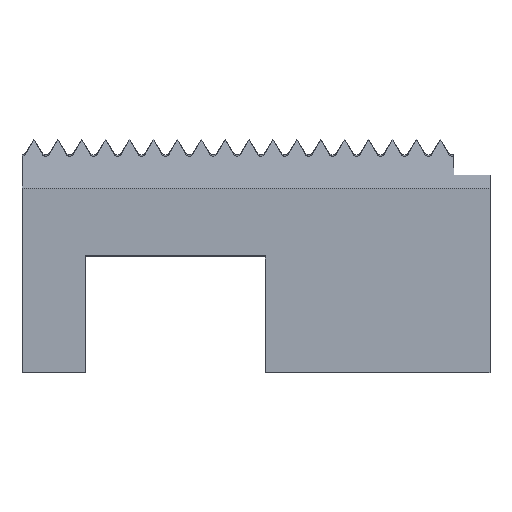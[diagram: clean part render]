
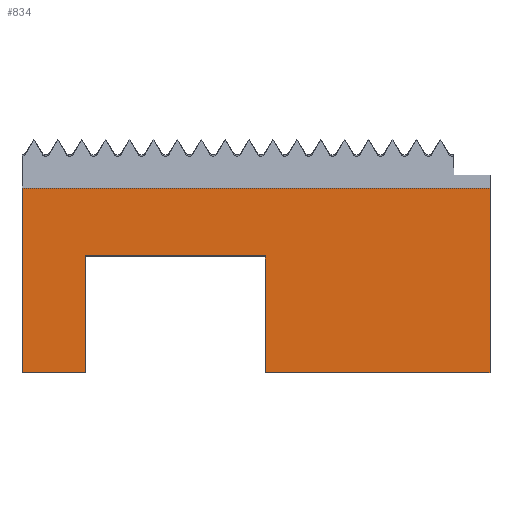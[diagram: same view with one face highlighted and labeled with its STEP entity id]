
A CAD part, top view. The second image highlights one B-rep face of the part: STEP entity #834.
In plain terms, the highlighted planar face has unit normal (0, 0, 1).
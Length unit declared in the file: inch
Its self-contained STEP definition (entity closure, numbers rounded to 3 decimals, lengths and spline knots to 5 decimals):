
#70 = DIRECTION ( 'NONE',  ( -1., 0., 0. ) ) ;
#192 = DIRECTION ( 'NONE',  ( 0., -1., 0. ) ) ;
#195 = VECTOR ( 'NONE', #863, 39.37008 ) ;
#209 = LINE ( 'NONE', #1047, #780 ) ;
#212 = ORIENTED_EDGE ( 'NONE', *, *, #1697, .T. ) ;
#280 = LINE ( 'NONE', #2170, #1717 ) ;
#289 = CARTESIAN_POINT ( 'NONE',  ( 0.219, 0.406, 0.06 ) ) ;
#316 = EDGE_CURVE ( 'NONE', #850, #2475, #1962, .T. ) ;
#375 = VERTEX_POINT ( 'NONE', #1990 ) ;
#387 = DIRECTION ( 'NONE',  ( 1., 0., 0. ) ) ;
#464 = VECTOR ( 'NONE', #387, 39.37008 ) ;
#465 = VERTEX_POINT ( 'NONE', #1638 ) ;
#484 = CARTESIAN_POINT ( 'NONE',  ( 0., 0., 0.06 ) ) ;
#528 = DIRECTION ( 'NONE',  ( 0., -1., 0. ) ) ;
#606 = AXIS2_PLACEMENT_3D ( 'NONE', #1307, #925, #70 ) ;
#664 = CARTESIAN_POINT ( 'NONE',  ( 0.219, 0., 0.06 ) ) ;
#669 = ORIENTED_EDGE ( 'NONE', *, *, #1753, .F. ) ;
#747 = VECTOR ( 'NONE', #2040, 39.37008 ) ;
#777 = VERTEX_POINT ( 'NONE', #484 ) ;
#780 = VECTOR ( 'NONE', #1075, 39.37008 ) ;
#834 = ADVANCED_FACE ( 'NONE', ( #1568 ), #909, .F. ) ;
#835 = LINE ( 'NONE', #1679, #464 ) ;
#850 = VERTEX_POINT ( 'NONE', #2660 ) ;
#863 = DIRECTION ( 'NONE',  ( 1., 0., 0. ) ) ;
#909 = PLANE ( 'NONE',  #606 ) ;
#925 = DIRECTION ( 'NONE',  ( 0., 0., -1. ) ) ;
#977 = CARTESIAN_POINT ( 'NONE',  ( 0.844, 0., 0.06 ) ) ;
#1002 = LINE ( 'NONE', #1864, #195 ) ;
#1047 = CARTESIAN_POINT ( 'NONE',  ( 0., 0., 0.06 ) ) ;
#1075 = DIRECTION ( 'NONE',  ( 1., 0., 0. ) ) ;
#1131 = EDGE_CURVE ( 'NONE', #375, #850, #2216, .T. ) ;
#1156 = CARTESIAN_POINT ( 'NONE',  ( 0., 0., 0.06 ) ) ;
#1169 = EDGE_CURVE ( 'NONE', #2233, #375, #1618, .T. ) ;
#1205 = EDGE_CURVE ( 'NONE', #465, #777, #1839, .T. ) ;
#1265 = CARTESIAN_POINT ( 'NONE',  ( 1.625, 0.64186, 0.06 ) ) ;
#1283 = EDGE_CURVE ( 'NONE', #2233, #1614, #1002, .T. ) ;
#1307 = CARTESIAN_POINT ( 'NONE',  ( 0., 0.812, 0.06 ) ) ;
#1327 = VECTOR ( 'NONE', #1553, 39.37008 ) ;
#1355 = VECTOR ( 'NONE', #528, 39.37008 ) ;
#1363 = ORIENTED_EDGE ( 'NONE', *, *, #1131, .F. ) ;
#1366 = CARTESIAN_POINT ( 'NONE',  ( 0.844, 0., 0.06 ) ) ;
#1553 = DIRECTION ( 'NONE',  ( -1., 0., 0. ) ) ;
#1568 = FACE_OUTER_BOUND ( 'NONE', #2699, .T. ) ;
#1614 = VERTEX_POINT ( 'NONE', #2751 ) ;
#1618 = LINE ( 'NONE', #977, #747 ) ;
#1638 = CARTESIAN_POINT ( 'NONE',  ( 0., 0.64186, 0.06 ) ) ;
#1679 = CARTESIAN_POINT ( 'NONE',  ( 0., 0.64186, 0.06 ) ) ;
#1697 = EDGE_CURVE ( 'NONE', #777, #2475, #209, .T. ) ;
#1717 = VECTOR ( 'NONE', #2613, 39.37008 ) ;
#1753 = EDGE_CURVE ( 'NONE', #465, #2051, #835, .T. ) ;
#1839 = LINE ( 'NONE', #1156, #1355 ) ;
#1864 = CARTESIAN_POINT ( 'NONE',  ( 0., 0., 0.06 ) ) ;
#1923 = VECTOR ( 'NONE', #192, 39.37008 ) ;
#1962 = LINE ( 'NONE', #664, #1923 ) ;
#1990 = CARTESIAN_POINT ( 'NONE',  ( 0.844, 0.406, 0.06 ) ) ;
#2040 = DIRECTION ( 'NONE',  ( 0., 1., 0. ) ) ;
#2051 = VERTEX_POINT ( 'NONE', #1265 ) ;
#2149 = EDGE_CURVE ( 'NONE', #1614, #2051, #280, .T. ) ;
#2170 = CARTESIAN_POINT ( 'NONE',  ( 1.625, 0., 0.06 ) ) ;
#2203 = ORIENTED_EDGE ( 'NONE', *, *, #1169, .F. ) ;
#2216 = LINE ( 'NONE', #289, #1327 ) ;
#2233 = VERTEX_POINT ( 'NONE', #1366 ) ;
#2331 = CARTESIAN_POINT ( 'NONE',  ( 0.219, 0., 0.06 ) ) ;
#2453 = ORIENTED_EDGE ( 'NONE', *, *, #1205, .T. ) ;
#2475 = VERTEX_POINT ( 'NONE', #2331 ) ;
#2613 = DIRECTION ( 'NONE',  ( 0., 1., 0. ) ) ;
#2626 = ORIENTED_EDGE ( 'NONE', *, *, #1283, .T. ) ;
#2652 = ORIENTED_EDGE ( 'NONE', *, *, #2149, .T. ) ;
#2660 = CARTESIAN_POINT ( 'NONE',  ( 0.219, 0.406, 0.06 ) ) ;
#2699 = EDGE_LOOP ( 'NONE', ( #212, #2710, #1363, #2203, #2626, #2652, #669, #2453 ) ) ;
#2710 = ORIENTED_EDGE ( 'NONE', *, *, #316, .F. ) ;
#2751 = CARTESIAN_POINT ( 'NONE',  ( 1.625, 0., 0.06 ) ) ;
